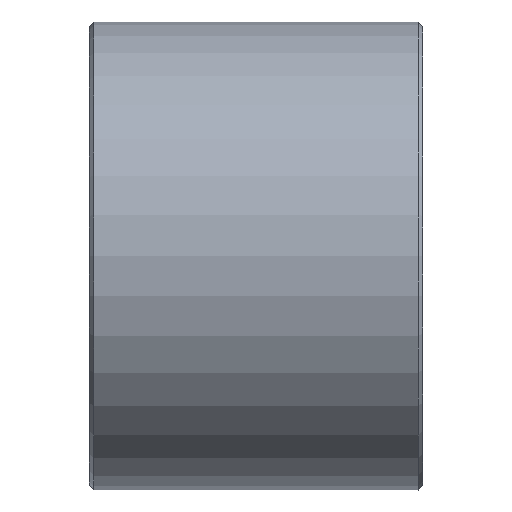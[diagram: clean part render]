
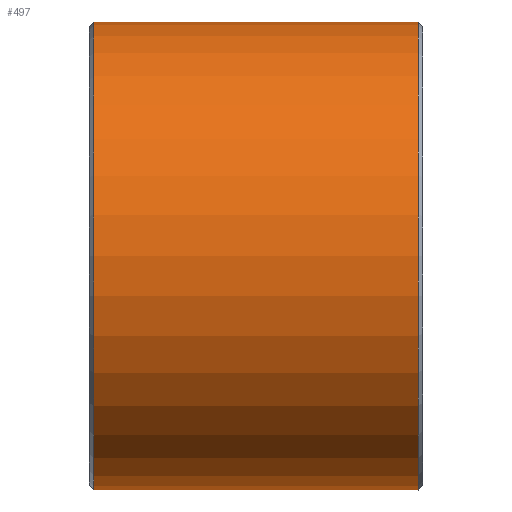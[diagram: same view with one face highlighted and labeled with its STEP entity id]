
A CAD part, top view. The second image highlights one B-rep face of the part: STEP entity #497.
In plain terms, the highlighted cylindrical face has radius 26 mm (diameter 52 mm), a partial arc.
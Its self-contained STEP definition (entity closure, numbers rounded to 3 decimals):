
#29=CARTESIAN_POINT('',(18.,0.,0.));
#30=DIRECTION('',(-1.,0.,0.));
#31=DIRECTION('',(0.,-1.,0.));
#32=AXIS2_PLACEMENT_3D('',#29,#30,#31);
#34=CARTESIAN_POINT('',(-18.,0.,0.));
#35=DIRECTION('',(-1.,0.,0.));
#36=DIRECTION('',(0.,-1.,0.));
#37=AXIS2_PLACEMENT_3D('',#34,#35,#36);
#336=DIRECTION('',(-1.,0.,0.));
#337=VECTOR('',#336,36.);
#338=CARTESIAN_POINT('',(18.,26.,0.));
#339=LINE('',#338,#337);
#345=DIRECTION('',(-1.,0.,0.));
#346=VECTOR('',#345,36.);
#347=CARTESIAN_POINT('',(18.,-26.,0.));
#348=LINE('',#347,#346);
#373=CARTESIAN_POINT('',(18.,-26.,0.));
#375=VERTEX_POINT('',#373);
#377=CARTESIAN_POINT('',(18.,26.,0.));
#379=VERTEX_POINT('',#377);
#390=CARTESIAN_POINT('',(-18.,-26.,
0.));
#392=VERTEX_POINT('',#390);
#394=CARTESIAN_POINT('',(-18.,26.,0.));
#396=VERTEX_POINT('',#394);
#483=CARTESIAN_POINT('',(-20.35,0.,0.));
#484=DIRECTION('',(1.,0.,0.));
#485=DIRECTION('',(0.,-1.,0.));
#486=AXIS2_PLACEMENT_3D('',#483,#484,#485);
#487=CYLINDRICAL_SURFACE('',#486,26.);
#489=ORIENTED_EDGE('',*,*,#488,.F.);
#491=ORIENTED_EDGE('',*,*,#490,.T.);
#492=ORIENTED_EDGE('',*,*,#478,.T.);
#494=ORIENTED_EDGE('',*,*,#493,.F.);
#495=EDGE_LOOP('',(#489,#491,#492,#494));
#496=FACE_OUTER_BOUND('',#495,.F.);
#497=ADVANCED_FACE('',(#496),#487,.T.);
#33=CIRCLE('',#32,26.);
#38=CIRCLE('',#37,26.);
#478=EDGE_CURVE('',#392,#396,#38,.T.);
#488=EDGE_CURVE('',#375,#379,#33,.T.);
#490=EDGE_CURVE('',#375,#392,#348,.T.);
#493=EDGE_CURVE('',#379,#396,#339,.T.);
